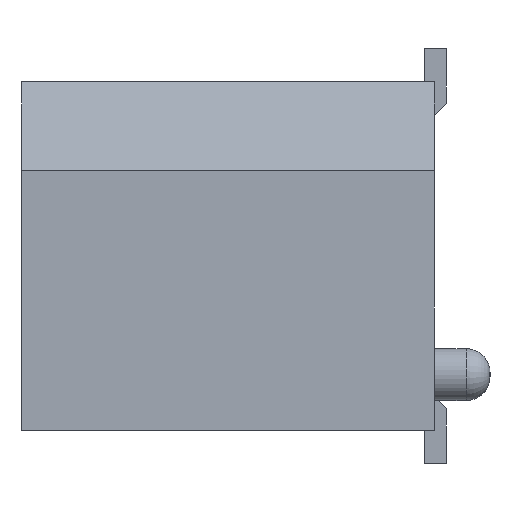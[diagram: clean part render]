
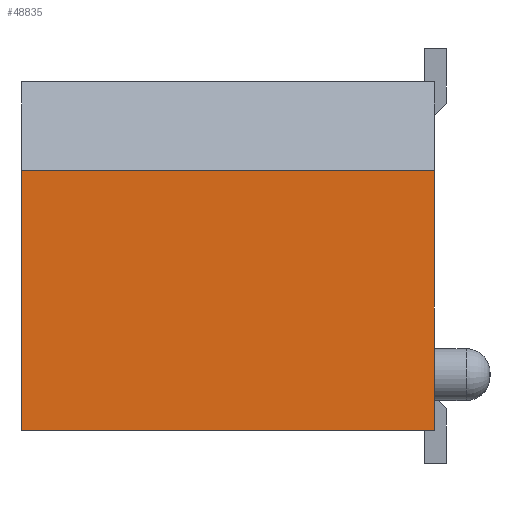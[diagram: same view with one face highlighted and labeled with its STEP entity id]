
A CAD part, left-side view. The second image highlights one B-rep face of the part: STEP entity #48835.
In plain terms, the highlighted planar face has unit normal (-1, 0, 0).
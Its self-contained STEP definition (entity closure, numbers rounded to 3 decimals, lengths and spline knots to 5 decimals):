
#11499=ORIENTED_EDGE('',*,*,#20391,.T.);
#11500=ORIENTED_EDGE('',*,*,#20392,.F.);
#11501=ORIENTED_EDGE('',*,*,#20385,.F.);
#11502=ORIENTED_EDGE('',*,*,#20393,.T.);
#20385=EDGE_CURVE('',#25321,#25322,#31915,.T.);
#20391=EDGE_CURVE('',#25327,#25328,#31921,.T.);
#20392=EDGE_CURVE('',#25322,#25328,#31922,.T.);
#20393=EDGE_CURVE('',#25321,#25327,#31923,.T.);
#25321=VERTEX_POINT('',#75992);
#25322=VERTEX_POINT('',#75993);
#25327=VERTEX_POINT('',#76005);
#25328=VERTEX_POINT('',#76006);
#31915=LINE('',#75991,#38937);
#31921=LINE('',#76004,#38943);
#31922=LINE('',#76007,#38944);
#31923=LINE('',#76008,#38945);
#38937=VECTOR('',#61916,39.37008);
#38943=VECTOR('',#61924,39.37008);
#38944=VECTOR('',#61925,39.37008);
#38945=VECTOR('',#61926,39.37008);
#41629=EDGE_LOOP('',(#11499,#11500,#11501,#11502));
#44035=FACE_BOUND('',#41629,.T.);
#46440=PLANE('',#51261);
#48835=ADVANCED_FACE('',(#44035),#46440,.F.);
#51261=AXIS2_PLACEMENT_3D('',#76003,#61922,#61923);
#61916=DIRECTION('',(0.,0.,1.));
#61922=DIRECTION('',(1.,0.,0.));
#61923=DIRECTION('',(0.,0.,-1.));
#61924=DIRECTION('',(0.,0.,1.));
#61925=DIRECTION('',(0.,-1.,0.));
#61926=DIRECTION('',(0.,-1.,0.));
#75991=CARTESIAN_POINT('',(-0.78755,0.2861,-0.1175));
#75992=CARTESIAN_POINT('',(-0.78755,0.2861,-0.1175));
#75993=CARTESIAN_POINT('',(-0.78755,0.2861,0.0575));
#76003=CARTESIAN_POINT('',(-0.78755,0.2861,-0.1175));
#76004=CARTESIAN_POINT('',(-0.78755,0.008,-0.1175));
#76005=CARTESIAN_POINT('',(-0.78755,0.008,-0.1175));
#76006=CARTESIAN_POINT('',(-0.78755,0.008,0.0575));
#76007=CARTESIAN_POINT('',(-0.78755,0.2861,0.0575));
#76008=CARTESIAN_POINT('',(-0.78755,0.2861,-0.1175));
